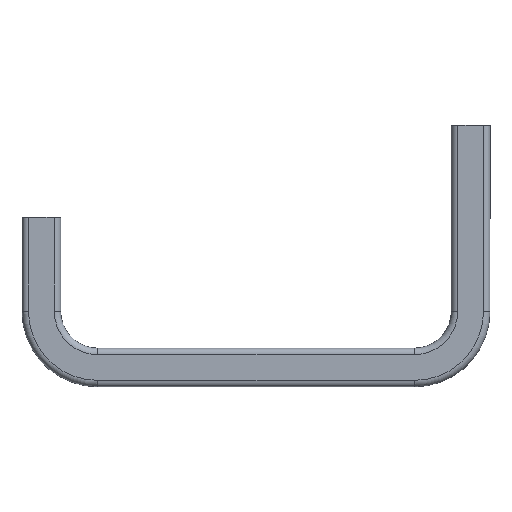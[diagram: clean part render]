
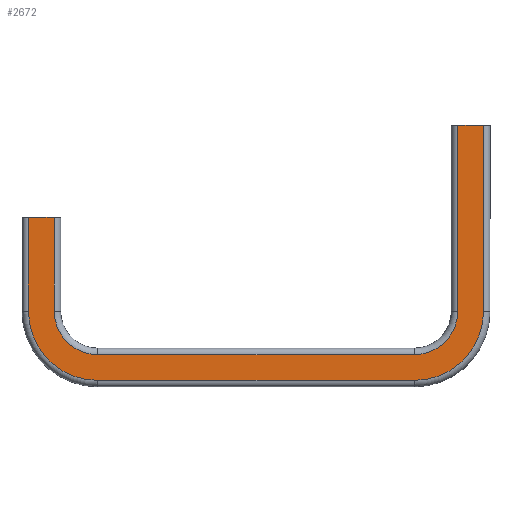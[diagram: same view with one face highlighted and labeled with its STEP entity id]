
A CAD part, left-side view. The second image highlights one B-rep face of the part: STEP entity #2672.
In plain terms, the highlighted planar face has unit normal (-1, 0, 0).
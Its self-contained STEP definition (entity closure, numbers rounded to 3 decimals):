
#37 = EDGE_CURVE ( 'NONE', #1395, #1436, #1579, .T. ) ;
#38 = EDGE_CURVE ( 'NONE', #1391, #1395, #1578, .T. ) ;
#39 = EDGE_CURVE ( 'NONE', #1441, #1391, #1583, .T. ) ;
#40 = EDGE_CURVE ( 'NONE', #1392, #1436, #1585, .T. ) ;
#41 = EDGE_CURVE ( 'NONE', #1417, #1441, #1581, .T. ) ;
#42 = EDGE_CURVE ( 'NONE', #1423, #1426, #1588, .T. ) ;
#43 = EDGE_CURVE ( 'NONE', #1426, #1417, #1590, .T. ) ;
#408 = ORIENTED_EDGE ( 'NONE', *, *, #2883, .F. ) ;
#413 = ORIENTED_EDGE ( 'NONE', *, *, #43, .T. ) ;
#443 = ORIENTED_EDGE ( 'NONE', *, *, #42, .T. ) ;
#587 = ORIENTED_EDGE ( 'NONE', *, *, #41, .T. ) ;
#590 = ORIENTED_EDGE ( 'NONE', *, *, #40, .F. ) ;
#593 = ORIENTED_EDGE ( 'NONE', *, *, #1853, .T. ) ;
#609 = ORIENTED_EDGE ( 'NONE', *, *, #2879, .T. ) ;
#613 = ORIENTED_EDGE ( 'NONE', *, *, #1839, .T. ) ;
#617 = ORIENTED_EDGE ( 'NONE', *, *, #37, .T. ) ;
#620 = ORIENTED_EDGE ( 'NONE', *, *, #38, .T. ) ;
#627 = ORIENTED_EDGE ( 'NONE', *, *, #1840, .T. ) ;
#639 = ORIENTED_EDGE ( 'NONE', *, *, #39, .T. ) ;
#691 = AXIS2_PLACEMENT_3D ( 'NONE', #4130, #4131, #4132 ) ;
#1077 = LINE ( 'NONE', #3672, #1083 ) ;
#1083 = VECTOR ( 'NONE', #3679, 1000. ) ;
#1277 = FACE_OUTER_BOUND ( 'NONE', #1388, .T. ) ;
#1388 = EDGE_LOOP ( 'NONE', ( #408, #443, #413, #587, #639, #620, #617, #590, #609, #627, #613, #593 ) ) ;
#1391 = VERTEX_POINT ( 'NONE', #3619 ) ;
#1392 = VERTEX_POINT ( 'NONE', #3606 ) ;
#1395 = VERTEX_POINT ( 'NONE', #3622 ) ;
#1405 = VERTEX_POINT ( 'NONE', #3632 ) ;
#1417 = VERTEX_POINT ( 'NONE', #3644 ) ;
#1423 = VERTEX_POINT ( 'NONE', #3519 ) ;
#1425 = VERTEX_POINT ( 'NONE', #3521 ) ;
#1426 = VERTEX_POINT ( 'NONE', #3522 ) ;
#1428 = VERTEX_POINT ( 'NONE', #3524 ) ;
#1436 = VERTEX_POINT ( 'NONE', #3532 ) ;
#1441 = VERTEX_POINT ( 'NONE', #3537 ) ;
#1444 = VERTEX_POINT ( 'NONE', #3540 ) ;
#1578 = LINE ( 'NONE', #2390, #1584 ) ;
#1579 = LINE ( 'NONE', #3771, #1582 ) ;
#1581 = LINE ( 'NONE', #3775, #1589 ) ;
#1582 = VECTOR ( 'NONE', #3773, 1000. ) ;
#1583 = CIRCLE ( 'NONE', #2923, 23.5 ) ;
#1584 = VECTOR ( 'NONE', #3774, 1000. ) ;
#1585 = LINE ( 'NONE', #3772, #1587 ) ;
#1587 = VECTOR ( 'NONE', #3759, 1000. ) ;
#1588 = LINE ( 'NONE', #3780, #1591 ) ;
#1589 = VECTOR ( 'NONE', #3779, 1000. ) ;
#1590 = CIRCLE ( 'NONE', #2924, 23.5 ) ;
#1591 = VECTOR ( 'NONE', #3781, 1000. ) ;
#1839 = EDGE_CURVE ( 'NONE', #1425, #1444, #3229, .T. ) ;
#1840 = EDGE_CURVE ( 'NONE', #1428, #1425, #3232, .T. ) ;
#1853 = EDGE_CURVE ( 'NONE', #1444, #1405, #1077, .T. ) ;
#1897 = CARTESIAN_POINT ( 'NONE',  ( -20.5, 3.509, -51. ) ) ;
#1904 = PLANE ( 'NONE',  #2875 ) ;
#1906 = DIRECTION ( 'NONE',  ( 1., 0., 0. ) ) ;
#1907 = DIRECTION ( 'NONE',  ( 0., -1., 0. ) ) ;
#2390 = CARTESIAN_POINT ( 'NONE',  ( -20.5, 3.5, 0. ) ) ;
#2402 = CIRCLE ( 'NONE', #691, 37.5 ) ;
#2410 = LINE ( 'NONE', #4133, #2412 ) ;
#2412 = VECTOR ( 'NONE', #4134, 1000. ) ;
#2672 = ADVANCED_FACE ( 'NONE', ( #1277 ), #1904, .F. ) ;
#2875 = AXIS2_PLACEMENT_3D ( 'NONE', #1897, #1906, #1907 ) ;
#2879 = EDGE_CURVE ( 'NONE', #1392, #1428, #2402, .T. ) ;
#2883 = EDGE_CURVE ( 'NONE', #1423, #1405, #2410, .T. ) ;
#2923 = AXIS2_PLACEMENT_3D ( 'NONE', #3776, #3777, #3778 ) ;
#2924 = AXIS2_PLACEMENT_3D ( 'NONE', #3782, #3783, #3006 ) ;
#3001 = AXIS2_PLACEMENT_3D ( 'NONE', #3579, #3648, #3649 ) ;
#3006 = DIRECTION ( 'NONE',  ( 0., 0., -1. ) ) ;
#3229 = CIRCLE ( 'NONE', #3001, 37.5 ) ;
#3232 = LINE ( 'NONE', #3574, #3234 ) ;
#3234 = VECTOR ( 'NONE', #3575, 1000. ) ;
#3519 = CARTESIAN_POINT ( 'NONE',  ( -20.5, -215.5, 50. ) ) ;
#3521 = CARTESIAN_POINT ( 'NONE',  ( -20.5, -192., -88.5 ) ) ;
#3522 = CARTESIAN_POINT ( 'NONE',  ( -20.5, -215.5, -51. ) ) ;
#3524 = CARTESIAN_POINT ( 'NONE',  ( -20.5, -20., -88.5 ) ) ;
#3532 = CARTESIAN_POINT ( 'NONE',  ( -20.5, 17.5, 0. ) ) ;
#3537 = CARTESIAN_POINT ( 'NONE',  ( -20.5, -20., -74.5 ) ) ;
#3540 = CARTESIAN_POINT ( 'NONE',  ( -20.5, -229.5, -51. ) ) ;
#3574 = CARTESIAN_POINT ( 'NONE',  ( -20.5, -20., -88.5 ) ) ;
#3575 = DIRECTION ( 'NONE',  ( 0., -1., 0. ) ) ;
#3579 = CARTESIAN_POINT ( 'NONE',  ( -20.5, -192., -51. ) ) ;
#3606 = CARTESIAN_POINT ( 'NONE',  ( -20.5, 17.5, -51. ) ) ;
#3619 = CARTESIAN_POINT ( 'NONE',  ( -20.5, 3.5, -51. ) ) ;
#3622 = CARTESIAN_POINT ( 'NONE',  ( -20.5, 3.5, 0. ) ) ;
#3632 = CARTESIAN_POINT ( 'NONE',  ( -20.5, -229.5, 50. ) ) ;
#3644 = CARTESIAN_POINT ( 'NONE',  ( -20.5, -192., -74.5 ) ) ;
#3648 = DIRECTION ( 'NONE',  ( -1., 0., 0. ) ) ;
#3649 = DIRECTION ( 'NONE',  ( 0., 0., 1. ) ) ;
#3672 = CARTESIAN_POINT ( 'NONE',  ( -20.5, -229.5, -51. ) ) ;
#3679 = DIRECTION ( 'NONE',  ( 0., 0., 1. ) ) ;
#3759 = DIRECTION ( 'NONE',  ( 0., 0., 1. ) ) ;
#3771 = CARTESIAN_POINT ( 'NONE',  ( -20.5, -128.374, 0. ) ) ;
#3772 = CARTESIAN_POINT ( 'NONE',  ( -20.5, 17.5, -51. ) ) ;
#3773 = DIRECTION ( 'NONE',  ( 0., 1., 0. ) ) ;
#3774 = DIRECTION ( 'NONE',  ( 0., 0., 1. ) ) ;
#3775 = CARTESIAN_POINT ( 'NONE',  ( -20.5, 3.509, -74.5 ) ) ;
#3776 = CARTESIAN_POINT ( 'NONE',  ( -20.5, -20., -51. ) ) ;
#3777 = DIRECTION ( 'NONE',  ( 1., 0., 0. ) ) ;
#3778 = DIRECTION ( 'NONE',  ( 0., 0., -1. ) ) ;
#3779 = DIRECTION ( 'NONE',  ( 0., 1., 0. ) ) ;
#3780 = CARTESIAN_POINT ( 'NONE',  ( -20.5, -215.5, -51. ) ) ;
#3781 = DIRECTION ( 'NONE',  ( 0., 0., -1. ) ) ;
#3782 = CARTESIAN_POINT ( 'NONE',  ( -20.5, -192., -51. ) ) ;
#3783 = DIRECTION ( 'NONE',  ( 1., 0., 0. ) ) ;
#4130 = CARTESIAN_POINT ( 'NONE',  ( -20.5, -20., -51. ) ) ;
#4131 = DIRECTION ( 'NONE',  ( -1., 0., 0. ) ) ;
#4132 = DIRECTION ( 'NONE',  ( 0., 0., 1. ) ) ;
#4133 = CARTESIAN_POINT ( 'NONE',  ( -20.5, 3.509, 50. ) ) ;
#4134 = DIRECTION ( 'NONE',  ( 0., -1., 0. ) ) ;
